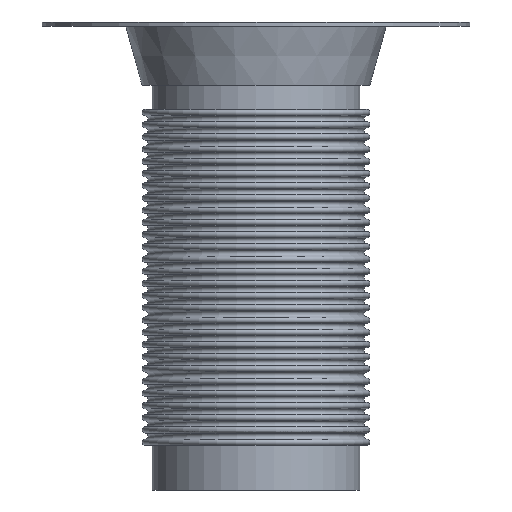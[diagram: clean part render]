
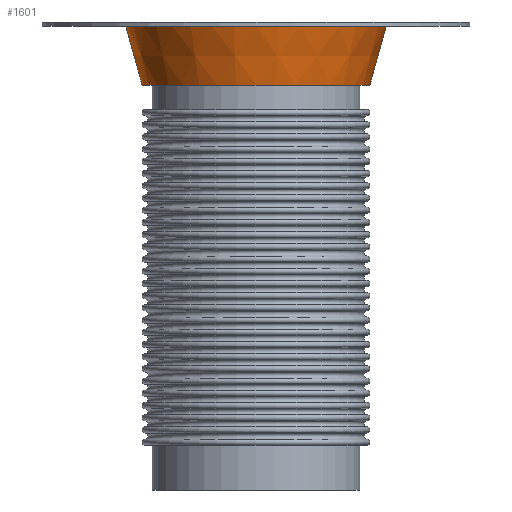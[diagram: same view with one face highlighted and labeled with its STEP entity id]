
A CAD part, front view. The second image highlights one B-rep face of the part: STEP entity #1601.
In plain terms, the highlighted conical face has half-angle 15.422 degrees and reference radius 600 mm.
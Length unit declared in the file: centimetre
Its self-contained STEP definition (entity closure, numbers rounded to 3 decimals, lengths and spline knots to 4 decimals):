
#79=CONICAL_SURFACE('',#1943,60.,0.269);
#142=FACE_OUTER_BOUND('',#262,.T.);
#262=EDGE_LOOP('',(#1025,#1026,#1027,#1028));
#402=CIRCLE('',#1944,56.);
#403=CIRCLE('',#1945,64.);
#575=VERTEX_POINT('',#2939);
#576=VERTEX_POINT('',#2941);
#743=EDGE_CURVE('',#575,#575,#402,.T.);
#744=EDGE_CURVE('',#575,#576,#1728,.T.);
#745=EDGE_CURVE('',#576,#576,#403,.T.);
#1025=ORIENTED_EDGE('',*,*,#743,.F.);
#1026=ORIENTED_EDGE('',*,*,#744,.T.);
#1027=ORIENTED_EDGE('',*,*,#745,.T.);
#1028=ORIENTED_EDGE('',*,*,#744,.F.);
#1601=ADVANCED_FACE('',(#142),#79,.T.);
#1728=LINE('',#2942,#1832);
#1832=VECTOR('',#2254,60.);
#1943=AXIS2_PLACEMENT_3D('',#2938,#2250,#2251);
#1944=AXIS2_PLACEMENT_3D('',#2940,#2252,#2253);
#1945=AXIS2_PLACEMENT_3D('',#2943,#2255,#2256);
#2250=DIRECTION('center_axis',(0.,0.,1.));
#2251=DIRECTION('ref_axis',(-1.,0.,0.));
#2252=DIRECTION('center_axis',(0.,0.,-1.));
#2253=DIRECTION('ref_axis',(-1.,0.,0.));
#2254=DIRECTION('',(0.266,0.,0.964));
#2255=DIRECTION('center_axis',(0.,0.,-1.));
#2256=DIRECTION('ref_axis',(-1.,0.,0.));
#2938=CARTESIAN_POINT('Origin',(0.,0.,213.5));
#2939=CARTESIAN_POINT('',(56.,0.,199.));
#2940=CARTESIAN_POINT('Origin',(0.,0.,199.));
#2941=CARTESIAN_POINT('',(64.,0.,228.));
#2942=CARTESIAN_POINT('',(60.,0.,213.5));
#2943=CARTESIAN_POINT('Origin',(0.,0.,228.));
